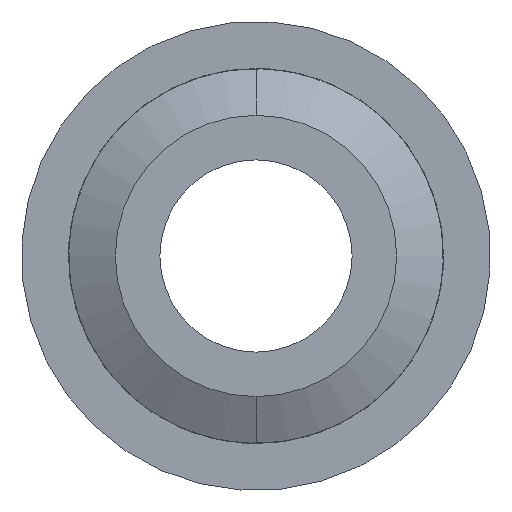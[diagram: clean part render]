
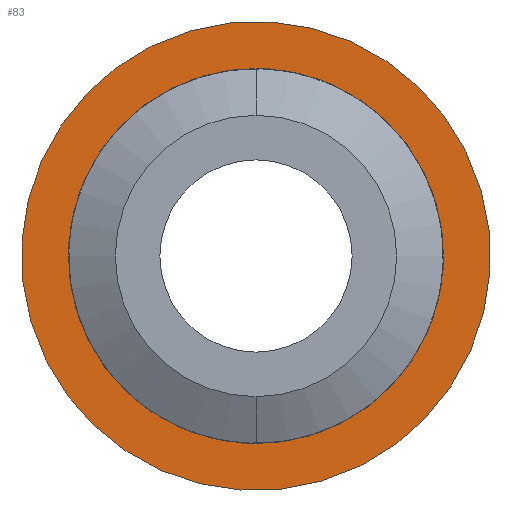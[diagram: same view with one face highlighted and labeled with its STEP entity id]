
A CAD part, front view. The second image highlights one B-rep face of the part: STEP entity #83.
In plain terms, the highlighted planar face has unit normal (0, -1, 0).
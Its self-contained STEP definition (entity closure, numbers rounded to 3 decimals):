
#64 = EDGE_CURVE ( 'NONE', #933, #938, #831, .T. ) ;
#69 = EDGE_CURVE ( 'NONE', #935, #929, #823, .T. ) ;
#76 = EDGE_CURVE ( 'NONE', #929, #935, #819, .T. ) ;
#83 = ADVANCED_FACE ( 'NONE', ( #698, #697 ), #402, .F. ) ;
#86 = EDGE_CURVE ( 'NONE', #938, #933, #799, .T. ) ;
#202 = CARTESIAN_POINT ( 'NONE',  ( 0., -3., -5. ) ) ;
#222 = CARTESIAN_POINT ( 'NONE',  ( 0., -3., -4. ) ) ;
#223 = CARTESIAN_POINT ( 'NONE',  ( 0., -3., 5. ) ) ;
#238 = CARTESIAN_POINT ( 'NONE',  ( 0., -3., 4. ) ) ;
#371 = DIRECTION ( 'NONE',  ( 0., 0., -1. ) ) ;
#373 = DIRECTION ( 'NONE',  ( 0., -1., 0. ) ) ;
#377 = CARTESIAN_POINT ( 'NONE',  ( 0., -3., 0. ) ) ;
#391 = DIRECTION ( 'NONE',  ( 0., 0., -1. ) ) ;
#392 = DIRECTION ( 'NONE',  ( 0., -1., 0. ) ) ;
#394 = CARTESIAN_POINT ( 'NONE',  ( 0., -3., 0. ) ) ;
#399 = DIRECTION ( 'NONE',  ( 0., 0., 1. ) ) ;
#400 = DIRECTION ( 'NONE',  ( 0., 1., 0. ) ) ;
#401 = CARTESIAN_POINT ( 'NONE',  ( -4., -3., 0. ) ) ;
#402 = PLANE ( 'NONE',  #800 ) ;
#423 = DIRECTION ( 'NONE',  ( 0., 0., -1. ) ) ;
#427 = DIRECTION ( 'NONE',  ( 0., -1., 0. ) ) ;
#430 = CARTESIAN_POINT ( 'NONE',  ( 0., -3., 0. ) ) ;
#432 = DIRECTION ( 'NONE',  ( 0., 0., -1. ) ) ;
#433 = DIRECTION ( 'NONE',  ( 0., -1., 0. ) ) ;
#434 = CARTESIAN_POINT ( 'NONE',  ( 0., -3., 0. ) ) ;
#597 = EDGE_LOOP ( 'NONE', ( #979, #924 ) ) ;
#598 = EDGE_LOOP ( 'NONE', ( #978, #925 ) ) ;
#697 = FACE_OUTER_BOUND ( 'NONE', #597, .T. ) ;
#698 = FACE_BOUND ( 'NONE', #598, .T. ) ;
#797 = AXIS2_PLACEMENT_3D ( 'NONE', #394, #392, #391 ) ;
#799 = CIRCLE ( 'NONE', #797, 4. ) ;
#800 = AXIS2_PLACEMENT_3D ( 'NONE', #401, #400, #399 ) ;
#809 = AXIS2_PLACEMENT_3D ( 'NONE', #434, #433, #432 ) ;
#819 = CIRCLE ( 'NONE', #809, 5. ) ;
#822 = AXIS2_PLACEMENT_3D ( 'NONE', #377, #373, #371 ) ;
#823 = CIRCLE ( 'NONE', #822, 5. ) ;
#830 = AXIS2_PLACEMENT_3D ( 'NONE', #430, #427, #423 ) ;
#831 = CIRCLE ( 'NONE', #830, 4. ) ;
#924 = ORIENTED_EDGE ( 'NONE', *, *, #76, .T. ) ;
#925 = ORIENTED_EDGE ( 'NONE', *, *, #64, .F. ) ;
#929 = VERTEX_POINT ( 'NONE', #223 ) ;
#933 = VERTEX_POINT ( 'NONE', #238 ) ;
#935 = VERTEX_POINT ( 'NONE', #202 ) ;
#938 = VERTEX_POINT ( 'NONE', #222 ) ;
#978 = ORIENTED_EDGE ( 'NONE', *, *, #86, .F. ) ;
#979 = ORIENTED_EDGE ( 'NONE', *, *, #69, .T. ) ;
